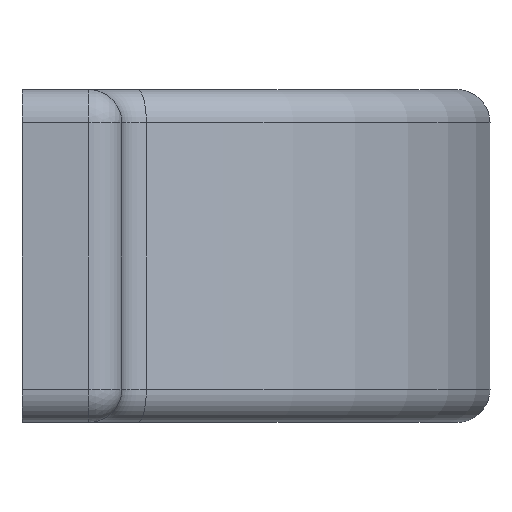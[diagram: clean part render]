
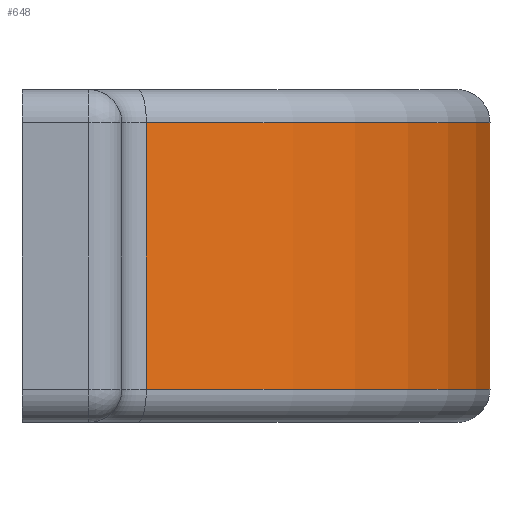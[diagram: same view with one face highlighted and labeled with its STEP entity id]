
A CAD part, left-side view. The second image highlights one B-rep face of the part: STEP entity #648.
In plain terms, the highlighted cylindrical face has radius 14.113 mm (diameter 28.225 mm), a partial arc.
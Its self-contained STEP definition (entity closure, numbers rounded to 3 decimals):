
#5 = ORIENTED_EDGE ( 'NONE', *, *, #482, .T. ) ;
#41 = AXIS2_PLACEMENT_3D ( 'NONE', #502, #880, #799 ) ;
#97 = VERTEX_POINT ( 'NONE', #376 ) ;
#123 = AXIS2_PLACEMENT_3D ( 'NONE', #654, #811, #824 ) ;
#128 = EDGE_CURVE ( 'NONE', #965, #97, #473, .T. ) ;
#139 = EDGE_CURVE ( 'NONE', #142, #965, #478, .T. ) ;
#142 = VERTEX_POINT ( 'NONE', #949 ) ;
#184 = CARTESIAN_POINT ( 'NONE',  ( 10., 0., 0. ) ) ;
#218 = CIRCLE ( 'NONE', #123, 14.113 ) ;
#232 = LINE ( 'NONE', #535, #721 ) ;
#238 = ORIENTED_EDGE ( 'NONE', *, *, #139, .T. ) ;
#376 = CARTESIAN_POINT ( 'NONE',  ( 9., -3.735, -13.609 ) ) ;
#416 = CYLINDRICAL_SURFACE ( 'NONE', #680, 14.113 ) ;
#473 = LINE ( 'NONE', #790, #558 ) ;
#478 = CIRCLE ( 'NONE', #41, 14.113 ) ;
#482 = EDGE_CURVE ( 'NONE', #864, #142, #232, .T. ) ;
#501 = DIRECTION ( 'NONE',  ( -1., 0., 0. ) ) ;
#502 = CARTESIAN_POINT ( 'NONE',  ( 1., 0., 0. ) ) ;
#515 = ORIENTED_EDGE ( 'NONE', *, *, #128, .T. ) ;
#523 = CARTESIAN_POINT ( 'NONE',  ( 9., -3.735, 13.609 ) ) ;
#535 = CARTESIAN_POINT ( 'NONE',  ( 10., -3.735, 13.609 ) ) ;
#558 = VECTOR ( 'NONE', #607, 1000. ) ;
#561 = ORIENTED_EDGE ( 'NONE', *, *, #668, .T. ) ;
#607 = DIRECTION ( 'NONE',  ( 1., 0., 0. ) ) ;
#648 = ADVANCED_FACE ( 'NONE', ( #873 ), #416, .T. ) ;
#654 = CARTESIAN_POINT ( 'NONE',  ( 9., 0., 0. ) ) ;
#656 = EDGE_LOOP ( 'NONE', ( #238, #515, #561, #5 ) ) ;
#668 = EDGE_CURVE ( 'NONE', #97, #864, #218, .T. ) ;
#680 = AXIS2_PLACEMENT_3D ( 'NONE', #184, #501, #896 ) ;
#721 = VECTOR ( 'NONE', #772, 1000. ) ;
#767 = CARTESIAN_POINT ( 'NONE',  ( 1., -3.735, -13.609 ) ) ;
#772 = DIRECTION ( 'NONE',  ( -1., 0., 0. ) ) ;
#790 = CARTESIAN_POINT ( 'NONE',  ( 10., -3.735, -13.609 ) ) ;
#799 = DIRECTION ( 'NONE',  ( 0., 0., -1. ) ) ;
#811 = DIRECTION ( 'NONE',  ( -1., 0., 0. ) ) ;
#824 = DIRECTION ( 'NONE',  ( 0., 0., -1. ) ) ;
#864 = VERTEX_POINT ( 'NONE', #523 ) ;
#873 = FACE_OUTER_BOUND ( 'NONE', #656, .T. ) ;
#880 = DIRECTION ( 'NONE',  ( 1., 0., 0. ) ) ;
#896 = DIRECTION ( 'NONE',  ( 0., 0., 1. ) ) ;
#949 = CARTESIAN_POINT ( 'NONE',  ( 1., -3.735, 13.609 ) ) ;
#965 = VERTEX_POINT ( 'NONE', #767 ) ;
